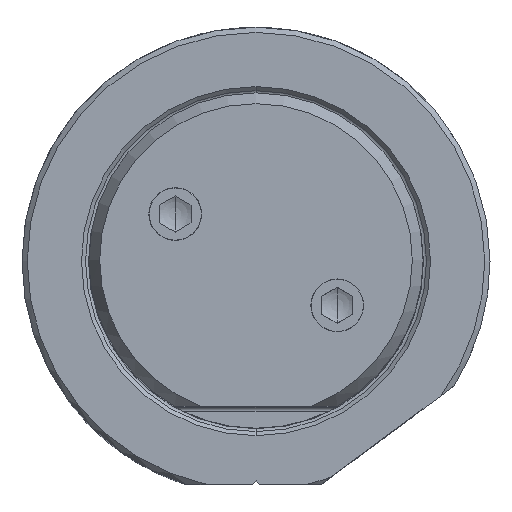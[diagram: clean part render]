
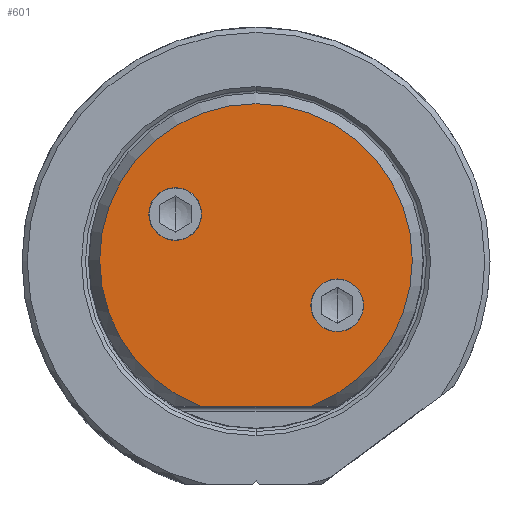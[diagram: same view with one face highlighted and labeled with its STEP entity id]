
A CAD part, top view. The second image highlights one B-rep face of the part: STEP entity #601.
In plain terms, the highlighted planar face has unit normal (0, 0, 1).
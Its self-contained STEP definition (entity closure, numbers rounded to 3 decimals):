
#183=PLANE('',#5679);
#601=ADVANCED_FACE('',(#923,#924,#925),#183,.T.);
#923=FACE_BOUND('',#1026,.T.);
#924=FACE_BOUND('',#1027,.T.);
#925=FACE_BOUND('',#1028,.T.);
#1026=EDGE_LOOP('',(#2699,#2700,#2701,#2702));
#1027=EDGE_LOOP('',(#2703,#2704));
#1028=EDGE_LOOP('',(#2705,#2706));
#1337=CIRCLE('',#5671,14.847);
#1338=CIRCLE('',#5672,14.847);
#1339=CIRCLE('',#5673,14.847);
#1340=CIRCLE('',#5675,2.5);
#1341=CIRCLE('',#5676,2.5);
#1342=CIRCLE('',#5677,2.5);
#1343=CIRCLE('',#5678,2.5);
#1632=LINE('',#11583,#1938);
#1938=VECTOR('',#6568,1.);
#2699=ORIENTED_EDGE('',*,*,#4639,.T.);
#2700=ORIENTED_EDGE('',*,*,#4638,.T.);
#2701=ORIENTED_EDGE('',*,*,#4635,.F.);
#2702=ORIENTED_EDGE('',*,*,#4640,.T.);
#2703=ORIENTED_EDGE('',*,*,#4641,.T.);
#2704=ORIENTED_EDGE('',*,*,#4642,.T.);
#2705=ORIENTED_EDGE('',*,*,#4643,.T.);
#2706=ORIENTED_EDGE('',*,*,#4644,.T.);
#4015=VERTEX_POINT('',#11584);
#4016=VERTEX_POINT('',#11585);
#4017=VERTEX_POINT('',#11596);
#4018=VERTEX_POINT('',#11598);
#4019=VERTEX_POINT('',#11602);
#4020=VERTEX_POINT('',#11603);
#4021=VERTEX_POINT('',#11606);
#4022=VERTEX_POINT('',#11607);
#4635=EDGE_CURVE('',#4015,#4016,#1632,.T.);
#4638=EDGE_CURVE('',#4017,#4016,#1337,.T.);
#4639=EDGE_CURVE('',#4018,#4017,#1338,.T.);
#4640=EDGE_CURVE('',#4015,#4018,#1339,.T.);
#4641=EDGE_CURVE('',#4019,#4020,#1340,.T.);
#4642=EDGE_CURVE('',#4020,#4019,#1341,.T.);
#4643=EDGE_CURVE('',#4021,#4022,#1342,.T.);
#4644=EDGE_CURVE('',#4022,#4021,#1343,.T.);
#5671=AXIS2_PLACEMENT_3D('',#11595,#6571,#6572);
#5672=AXIS2_PLACEMENT_3D('',#11597,#6573,#6574);
#5673=AXIS2_PLACEMENT_3D('',#11599,#6575,#6576);
#5675=AXIS2_PLACEMENT_3D('',#11601,#6579,#6580);
#5676=AXIS2_PLACEMENT_3D('',#11604,#6581,#6582);
#5677=AXIS2_PLACEMENT_3D('',#11605,#6583,#6584);
#5678=AXIS2_PLACEMENT_3D('',#11608,#6585,#6586);
#5679=AXIS2_PLACEMENT_3D('',#11609,#6587,#6588);
#6568=DIRECTION('',(-1.,0.,0.));
#6571=DIRECTION('',(0.,0.,1.));
#6572=DIRECTION('',(-1.,0.,0.));
#6573=DIRECTION('',(0.,0.,1.));
#6574=DIRECTION('',(1.,0.,0.));
#6575=DIRECTION('',(0.,0.,1.));
#6576=DIRECTION('',(0.356,-0.935,0.));
#6579=DIRECTION('',(0.,0.,-1.));
#6580=DIRECTION('',(1.,0.,0.));
#6581=DIRECTION('',(0.,0.,-1.));
#6582=DIRECTION('',(-1.,0.,0.));
#6583=DIRECTION('',(0.,0.,-1.));
#6584=DIRECTION('',(1.,0.,0.));
#6585=DIRECTION('',(0.,0.,-1.));
#6586=DIRECTION('',(-1.,0.,0.));
#6587=DIRECTION('',(0.,0.,1.));
#6588=DIRECTION('',(1.,0.,0.));
#11583=CARTESIAN_POINT('',(5.284,-13.875,60.33));
#11584=CARTESIAN_POINT('',(5.284,-13.875,60.33));
#11585=CARTESIAN_POINT('',(-5.284,-13.875,60.33));
#11595=CARTESIAN_POINT('',(0.,0.,60.33));
#11596=CARTESIAN_POINT('',(-14.847,0.,60.33));
#11597=CARTESIAN_POINT('',(0.,0.,60.33));
#11598=CARTESIAN_POINT('',(14.847,0.,60.33));
#11599=CARTESIAN_POINT('',(0.,0.,60.33));
#11601=CARTESIAN_POINT('',(7.711,-4.301,60.33));
#11602=CARTESIAN_POINT('',(10.211,-4.301,60.33));
#11603=CARTESIAN_POINT('',(5.211,-4.301,60.33));
#11604=CARTESIAN_POINT('',(7.711,-4.301,60.33));
#11605=CARTESIAN_POINT('',(-7.673,4.369,60.33));
#11606=CARTESIAN_POINT('',(-5.173,4.369,60.33));
#11607=CARTESIAN_POINT('',(-10.173,4.369,60.33));
#11608=CARTESIAN_POINT('',(-7.673,4.369,60.33));
#11609=CARTESIAN_POINT('',(0.,0.486,60.33));
